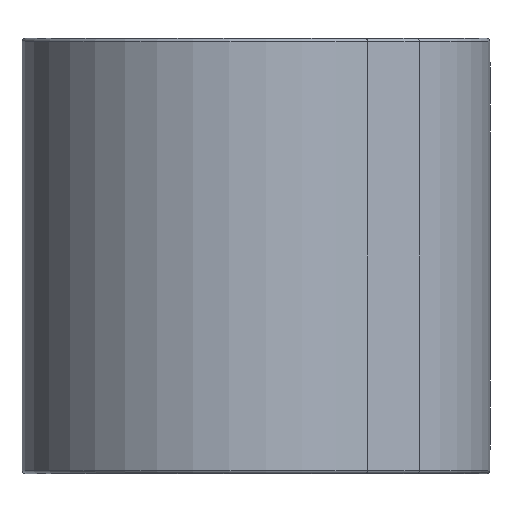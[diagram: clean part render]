
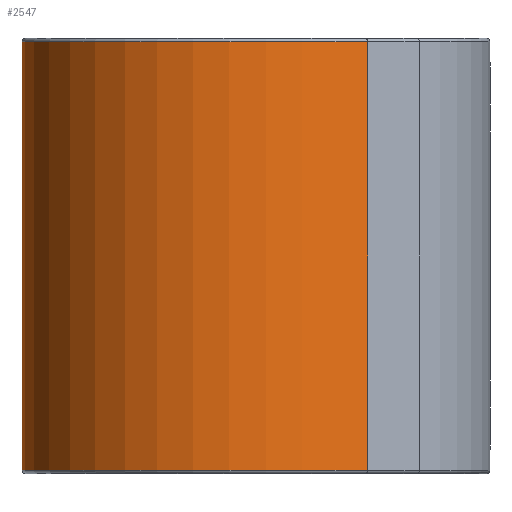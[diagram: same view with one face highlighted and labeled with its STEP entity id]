
A CAD part, left-side view. The second image highlights one B-rep face of the part: STEP entity #2547.
In plain terms, the highlighted cylindrical face has radius 6.35 mm (diameter 12.7 mm), a partial arc.
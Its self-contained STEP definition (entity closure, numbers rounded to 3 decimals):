
#478=DIRECTION('',(0.,0.,1.));
#479=VECTOR('',#478,12.5);
#480=CARTESIAN_POINT('',(-5.141,-3.727,-6.25));
#481=LINE('',#480,#479);
#482=CARTESIAN_POINT('',(0.,0.,6.25));
#483=DIRECTION('',(0.,0.,1.));
#484=DIRECTION('',(0.627,0.779,0.));
#485=AXIS2_PLACEMENT_3D('',#482,#483,#484);
#487=CARTESIAN_POINT('',(0.,0.,-6.25));
#488=DIRECTION('',(0.,0.,-1.));
#489=DIRECTION('',(-0.81,-0.587,0.));
#490=AXIS2_PLACEMENT_3D('',#487,#488,#489);
#492=DIRECTION('',(0.,0.,1.));
#493=VECTOR('',#492,12.5);
#494=CARTESIAN_POINT('',(3.982,4.946,-6.25));
#495=LINE('',#494,#493);
#1675=CARTESIAN_POINT('',(3.982,4.946,6.25));
#1677=VERTEX_POINT('',#1675);
#1680=CARTESIAN_POINT('',(-5.141,-3.727,6.25));
#1681=VERTEX_POINT('',#1680);
#1716=CARTESIAN_POINT('',(-5.141,-3.727,-6.25));
#1717=VERTEX_POINT('',#1716);
#1720=CARTESIAN_POINT('',(3.982,4.946,-6.25));
#1721=VERTEX_POINT('',#1720);
#2535=CARTESIAN_POINT('',(0.,0.,-6.35));
#2536=DIRECTION('',(0.,0.,1.));
#2537=DIRECTION('',(1.,0.,0.));
#2538=AXIS2_PLACEMENT_3D('',#2535,#2536,#2537);
#2539=CYLINDRICAL_SURFACE('',#2538,6.35);
#2540=ORIENTED_EDGE('',*,*,#2383,.T.);
#2541=ORIENTED_EDGE('',*,*,#2530,.F.);
#2542=ORIENTED_EDGE('',*,*,#2021,.T.);
#2544=ORIENTED_EDGE('',*,*,#2543,.T.);
#2545=EDGE_LOOP('',(#2540,#2541,#2542,#2544));
#2546=FACE_OUTER_BOUND('',#2545,.F.);
#2547=ADVANCED_FACE('',(#2546),#2539,.T.);
#486=CIRCLE('',#485,6.35);
#491=CIRCLE('',#490,6.35);
#2021=EDGE_CURVE('',#1717,#1721,#491,.T.);
#2383=EDGE_CURVE('',#1677,#1681,#486,.T.);
#2530=EDGE_CURVE('',#1717,#1681,#481,.T.);
#2543=EDGE_CURVE('',#1721,#1677,#495,.T.);
